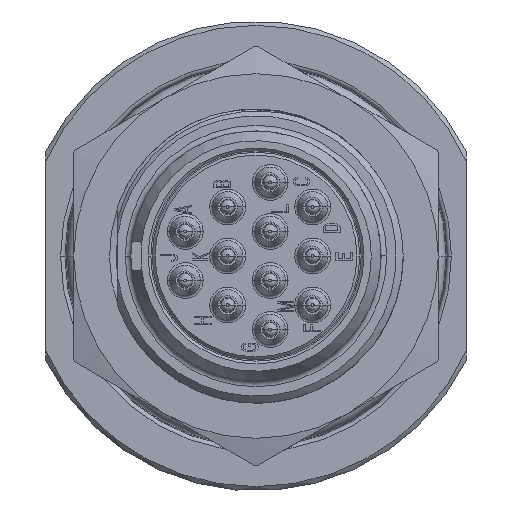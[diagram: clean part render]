
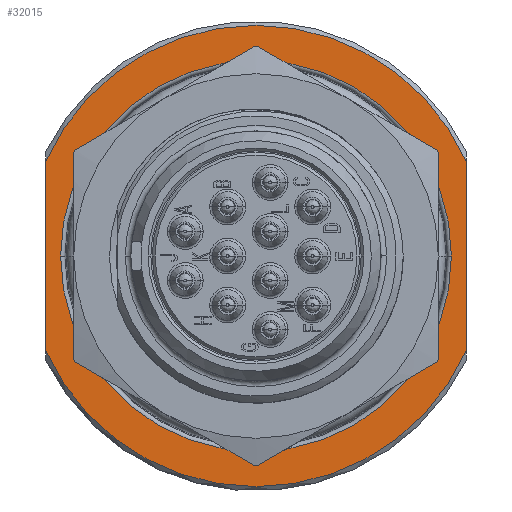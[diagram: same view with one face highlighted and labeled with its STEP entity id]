
A CAD part, left-side view. The second image highlights one B-rep face of the part: STEP entity #32015.
In plain terms, the highlighted planar face has unit normal (-1, 0, 0).
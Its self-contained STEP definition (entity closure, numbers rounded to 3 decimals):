
#107=CARTESIAN_POINT('',(20.5,0.,0.));
#108=DIRECTION('',(-1.,0.,0.));
#109=DIRECTION('',(0.,0.912,-0.411));
#110=AXIS2_PLACEMENT_3D('',#107,#108,#109);
#131=DIRECTION('',(0.,0.,1.));
#132=VECTOR('',#131,13.506);
#133=CARTESIAN_POINT('',(20.5,15.,-6.753));
#134=LINE('2435',#133,#132);
#135=DIRECTION('',(0.,0.,-1.));
#136=VECTOR('',#135,13.506);
#137=CARTESIAN_POINT('',(20.5,-15.,6.753));
#138=LINE('2434',#137,#136);
#139=CARTESIAN_POINT('',(20.5,0.,0.));
#140=DIRECTION('',(1.,0.,0.));
#141=DIRECTION('',(0.,0.912,0.411));
#142=AXIS2_PLACEMENT_3D('',#139,#140,#141);
#163=CARTESIAN_POINT('',(20.5,0.,0.));
#164=DIRECTION('',(1.,0.,0.));
#165=DIRECTION('',(0.,1.,0.));
#166=AXIS2_PLACEMENT_3D('',#163,#164,#165);
#178=CARTESIAN_POINT('',(20.5,0.,0.));
#179=DIRECTION('',(1.,0.,0.));
#180=DIRECTION('',(0.,-1.,0.));
#181=AXIS2_PLACEMENT_3D('',#178,#179,#180);
#26843=CARTESIAN_POINT('',(20.5,13.939,0.));
#26844=CARTESIAN_POINT('',(20.5,-13.939,0.));
#26845=VERTEX_POINT('',#26843);
#26846=VERTEX_POINT('',#26844);
#26895=CARTESIAN_POINT('',(20.5,15.,6.753));
#26896=CARTESIAN_POINT('',(20.5,-15.,6.753));
#26897=VERTEX_POINT('',#26895);
#26898=VERTEX_POINT('',#26896);
#26911=CARTESIAN_POINT('',(20.5,15.,-6.753));
#26912=CARTESIAN_POINT('',(20.5,-15.,-6.753));
#26913=VERTEX_POINT('',#26911);
#26914=VERTEX_POINT('',#26912);
#31997=CARTESIAN_POINT('',(20.5,0.,0.));
#31998=DIRECTION('',(1.,0.,0.));
#31999=DIRECTION('',(0.,-1.,0.));
#32000=AXIS2_PLACEMENT_3D('',#31997,#31998,#31999);
#32001=PLANE('247',#32000);
#32002=ORIENTED_EDGE('2435',*,*,#31898,.T.);
#32004=ORIENTED_EDGE('2416',*,*,#32003,.T.);
#32005=ORIENTED_EDGE('2434',*,*,#31949,.T.);
#32006=ORIENTED_EDGE('2426',*,*,#31989,.F.);
#32007=EDGE_LOOP('247',(#32002,#32004,#32005,#32006));
#32008=FACE_OUTER_BOUND('247',#32007,.F.);
#32010=ORIENTED_EDGE('2374',*,*,#32009,.F.);
#32012=ORIENTED_EDGE('2376',*,*,#32011,.F.);
#32013=EDGE_LOOP('247',(#32010,#32012));
#32014=FACE_BOUND('247',#32013,.F.);
#111=CIRCLE('2426',#110,16.45);
#143=CIRCLE('2416',#142,16.45);
#167=CIRCLE('2374',#166,13.939);
#182=CIRCLE('2376',#181,13.939);
#31898=EDGE_CURVE('2435',#26913,#26897,#134,.T.);
#31949=EDGE_CURVE('2434',#26898,#26914,#138,.T.);
#31989=EDGE_CURVE('2426',#26913,#26914,#111,.T.);
#32003=EDGE_CURVE('2416',#26897,#26898,#143,.T.);
#32009=EDGE_CURVE('2374',#26845,#26846,#167,.T.);
#32011=EDGE_CURVE('2376',#26846,#26845,#182,.T.);
#32015=ADVANCED_FACE('247',(#32008,#32014),#32001,.F.);
